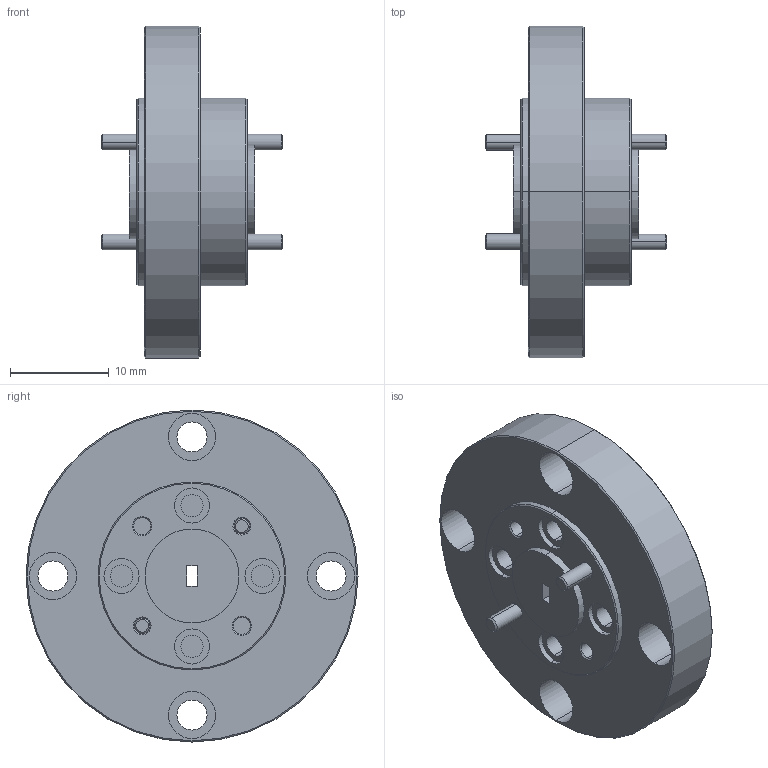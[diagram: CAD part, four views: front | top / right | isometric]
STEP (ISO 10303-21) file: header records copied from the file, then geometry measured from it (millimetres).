
FILE_DESCRIPTION (( 'STEP AP203' ), '1' );
FILE_NAME ('DMWW-08-105-B.STEP', '2017-06-09T22:20:29', ( '' ), ( '' ), 'SwSTEP 2.0', 'SolidWorks 2013', '' );
FILE_SCHEMA (( 'CONFIG_CONTROL_DESIGN' ));
Length unit declared in the file: inch
Products named in the file (1): DMWW-08-105-B
Bounding box: 18.41 x 33.66 x 33.66 mm (x, y, z)
Volume: 5844.9 mm3; surface area: 3937.7 mm2
Topology: 5 solids, 5 shells, 171 faces, 354 edges, 226 vertices
Faces by surface type: cylinder 84, plane 47, cone 40
Entity records: 4697 total; most frequent: DIRECTION 916, CARTESIAN_POINT 752, ORIENTED_EDGE 708, AXIS2_PLACEMENT_3D 390, EDGE_CURVE 354, VERTEX_POINT 226, CIRCLE 218, EDGE_LOOP 214
